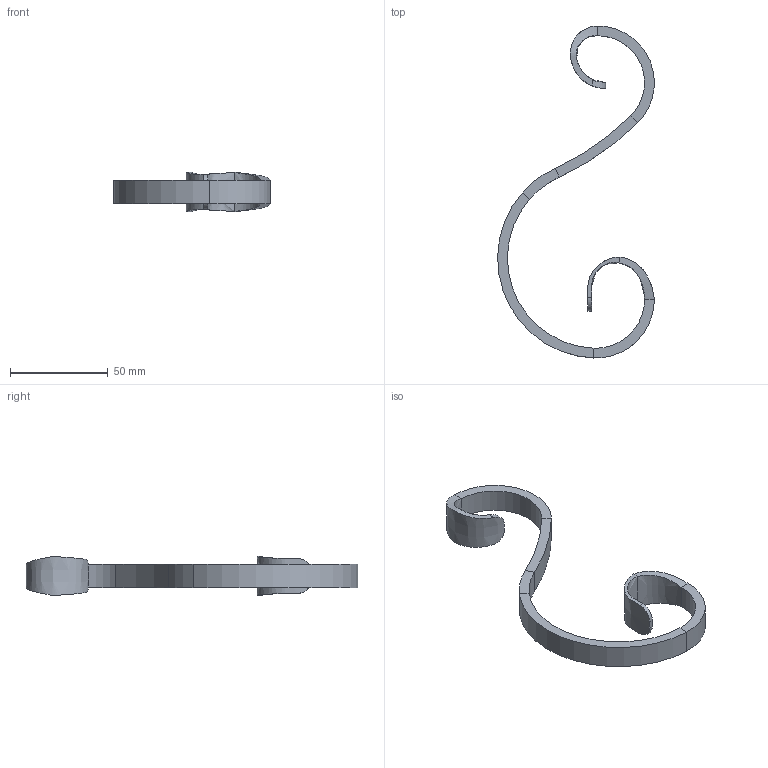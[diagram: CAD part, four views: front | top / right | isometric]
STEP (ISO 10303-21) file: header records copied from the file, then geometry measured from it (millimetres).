
FILE_DESCRIPTION (( 'STEP AP203' ), '1' );
FILE_NAME ('9005-S.STEP', '2023-08-29T14:47:11', ( '' ), ( '' ), 'SwSTEP 2.0', 'SolidWorks 2018', '' );
FILE_SCHEMA (( 'CONFIG_CONTROL_DESIGN' ));
Length unit declared in the file: millimetre
Products named in the file (1): 9005-S
Bounding box: 80.23 x 169.97 x 20.03 mm (x, y, z)
Volume: 22560.3 mm3; surface area: 14083.8 mm2
Topology: 1 solids, 1 shells, 268 faces, 707 edges, 462 vertices
Faces by surface type: bspline 155, plane 103, cylinder 10
Entity records: 14732 total; most frequent: CARTESIAN_POINT 9367, ORIENTED_EDGE 1414, EDGE_CURVE 707, DIRECTION 509, VERTEX_POINT 462, B_SPLINE_CURVE_WITH_KNOTS 446, EDGE_LOOP 289, ADVANCED_FACE 268
